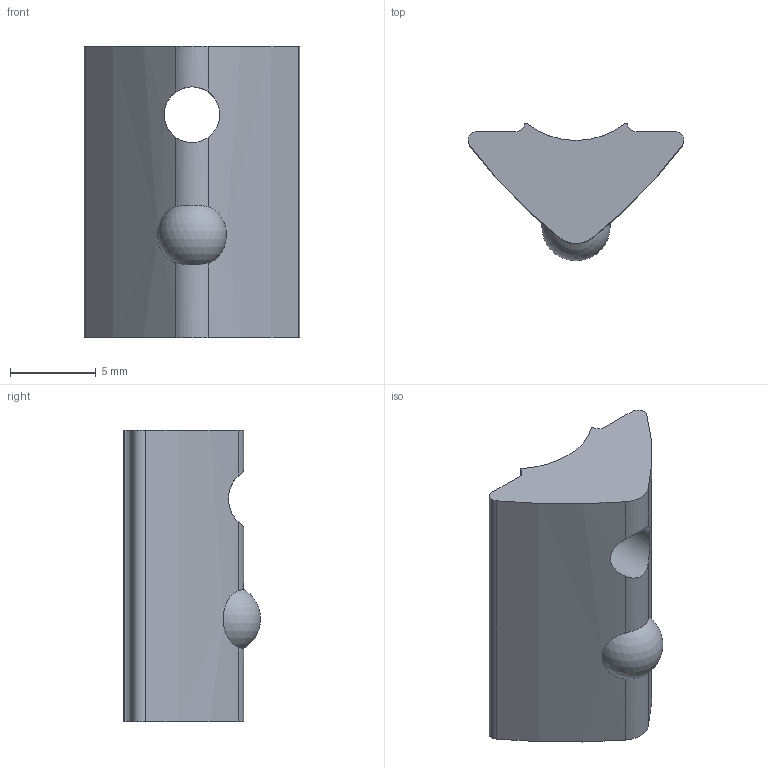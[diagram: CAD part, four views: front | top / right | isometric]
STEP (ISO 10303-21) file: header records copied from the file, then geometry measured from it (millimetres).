
FILE_DESCRIPTION((''),'2;1');
FILE_NAME('AR3824.stp','2018-04-23T13:42:54',('Konstruktor II'),(''),'Autodesk Inventor 2013','Autodesk Inventor 2013','');
FILE_SCHEMA(('AUTOMOTIVE_DESIGN { 1 0 10303 214 1 1 1 1 }'));
Length unit declared in the file: millimetre
Products named in the file (1): AR3824
Bounding box: 12.56 x 7.99 x 17 mm (x, y, z)
Volume: 816.4 mm3; surface area: 688.6 mm2
Topology: 1 solids, 1 shells, 20 faces, 57 edges, 38 vertices
Faces by surface type: cylinder 13, plane 6, sphere 1
Full cylindrical faces by diameter (mm): 3.242 x1
Entity records: 798 total; most frequent: CARTESIAN_POINT 252, ORIENTED_EDGE 110, DIRECTION 108, EDGE_CURVE 55, AXIS2_PLACEMENT_3D 41, VERTEX_POINT 37, VECTOR 26, LINE 26
